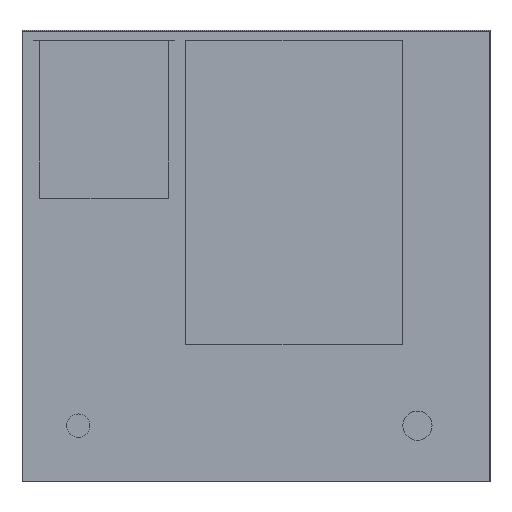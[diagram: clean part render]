
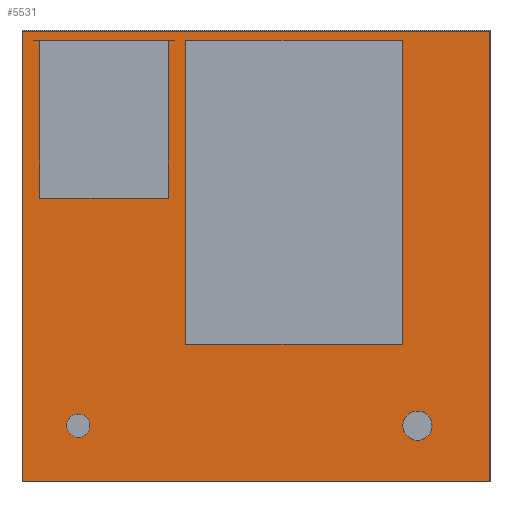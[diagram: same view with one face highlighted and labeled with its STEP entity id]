
A CAD part, front view. The second image highlights one B-rep face of the part: STEP entity #5531.
In plain terms, the highlighted planar face has unit normal (0, -1, 0).
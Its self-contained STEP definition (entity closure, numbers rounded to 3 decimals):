
#217=FACE_OUTER_BOUND('',#562,.T.);
#562=EDGE_LOOP('',(#3739,#3740,#3741,#3742));
#927=LINE('',#7955,#1643);
#931=LINE('',#7963,#1647);
#934=LINE('',#7969,#1650);
#937=LINE('',#7974,#1653);
#1643=VECTOR('',#6407,10.);
#1647=VECTOR('',#6413,10.);
#1650=VECTOR('',#6418,10.);
#1653=VECTOR('',#6423,10.);
#2343=VERTEX_POINT('',#7953);
#2344=VERTEX_POINT('',#7954);
#2347=VERTEX_POINT('',#7962);
#2349=VERTEX_POINT('',#7968);
#2887=EDGE_CURVE('',#2343,#2344,#927,.T.);
#2891=EDGE_CURVE('',#2347,#2343,#931,.T.);
#2894=EDGE_CURVE('',#2349,#2347,#934,.T.);
#2897=EDGE_CURVE('',#2344,#2349,#937,.T.);
#3739=ORIENTED_EDGE('',*,*,#2897,.F.);
#3740=ORIENTED_EDGE('',*,*,#2887,.F.);
#3741=ORIENTED_EDGE('',*,*,#2891,.F.);
#3742=ORIENTED_EDGE('',*,*,#2894,.F.);
#5216=PLANE('',#5931);
#5531=ADVANCED_FACE('',(#217),#5216,.F.);
#5931=AXIS2_PLACEMENT_3D('',#7977,#6427,#6428);
#6407=DIRECTION('',(1.,0.,0.));
#6413=DIRECTION('',(0.,0.,1.));
#6418=DIRECTION('',(-1.,0.,0.));
#6423=DIRECTION('',(0.,0.,-1.));
#6427=DIRECTION('center_axis',(0.,1.,0.));
#6428=DIRECTION('ref_axis',(0.,0.,1.));
#7953=CARTESIAN_POINT('',(-400.,0.,17.4));
#7954=CARTESIAN_POINT('',(400.,0.,17.4));
#7955=CARTESIAN_POINT('',(-400.,0.,17.4));
#7962=CARTESIAN_POINT('',(-400.,0.,-752.6));
#7963=CARTESIAN_POINT('',(-400.,0.,-752.6));
#7968=CARTESIAN_POINT('',(400.,0.,-752.6));
#7969=CARTESIAN_POINT('',(400.,0.,-752.6));
#7974=CARTESIAN_POINT('',(400.,0.,17.4));
#7977=CARTESIAN_POINT('Origin',(0.,0.,-367.6));
